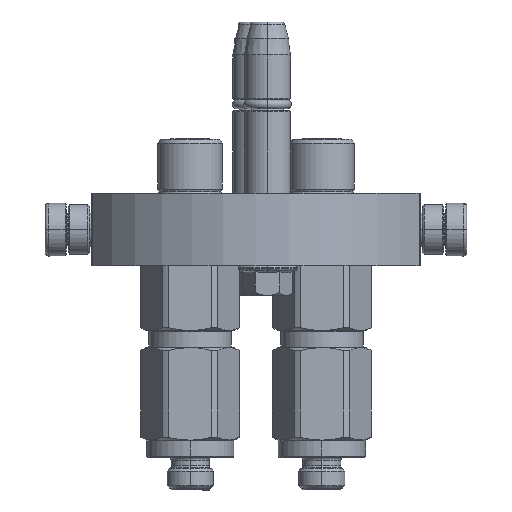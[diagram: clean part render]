
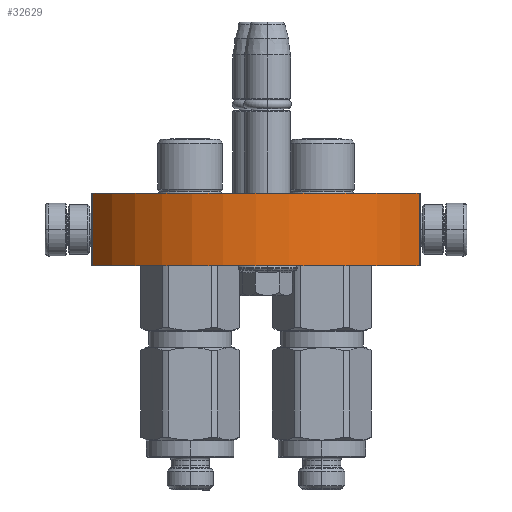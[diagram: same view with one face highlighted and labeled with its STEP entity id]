
A CAD part, left-side view. The second image highlights one B-rep face of the part: STEP entity #32629.
In plain terms, the highlighted cylindrical face has radius 57.25 mm (diameter 114.5 mm), a partial arc.
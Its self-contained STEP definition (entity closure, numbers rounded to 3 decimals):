
#37 = AXIS2_PLACEMENT_3D ( 'NONE', #23137, #206, #23000 ) ;
#206 = DIRECTION ( 'NONE',  ( 0., 0., 1. ) ) ;
#350 = CYLINDRICAL_SURFACE ( 'NONE', #12378, 57.25 ) ;
#1887 = CARTESIAN_POINT ( 'NONE',  ( -49.5, 28.763, 0. ) ) ;
#2042 = EDGE_CURVE ( 'NONE', #19091, #31072, #8164, .T. ) ;
#3101 = CARTESIAN_POINT ( 'NONE',  ( 49.5, 28.763, 0. ) ) ;
#3351 = EDGE_CURVE ( 'NONE', #26107, #31072, #22882, .T. ) ;
#6406 = CARTESIAN_POINT ( 'NONE',  ( 49.5, 28.763, 0. ) ) ;
#8164 = LINE ( 'NONE', #15835, #12303 ) ;
#8514 = ORIENTED_EDGE ( 'NONE', *, *, #3351, .F. ) ;
#10588 = ORIENTED_EDGE ( 'NONE', *, *, #25283, .F. ) ;
#11742 = ORIENTED_EDGE ( 'NONE', *, *, #34959, .T. ) ;
#12303 = VECTOR ( 'NONE', #38614, 1000. ) ;
#12378 = AXIS2_PLACEMENT_3D ( 'NONE', #18856, #22118, #35605 ) ;
#15095 = EDGE_LOOP ( 'NONE', ( #11742, #26956, #8514, #10588 ) ) ;
#15389 = VERTEX_POINT ( 'NONE', #3101 ) ;
#15835 = CARTESIAN_POINT ( 'NONE',  ( -49.5, 28.763, 0. ) ) ;
#16321 = DIRECTION ( 'NONE',  ( 0., 0., 1. ) ) ;
#18856 = CARTESIAN_POINT ( 'NONE',  ( 0., 0., 0. ) ) ;
#19091 = VERTEX_POINT ( 'NONE', #1887 ) ;
#19630 = DIRECTION ( 'NONE',  ( 0., 0., 1. ) ) ;
#20730 = AXIS2_PLACEMENT_3D ( 'NONE', #22725, #16321, #29129 ) ;
#22118 = DIRECTION ( 'NONE',  ( 0., 0., -1. ) ) ;
#22725 = CARTESIAN_POINT ( 'NONE',  ( 0., 0., 0. ) ) ;
#22882 = CIRCLE ( 'NONE', #37, 57.25 ) ;
#23000 = DIRECTION ( 'NONE',  ( 0.865, 0.502, 0. ) ) ;
#23137 = CARTESIAN_POINT ( 'NONE',  ( 0., 0., 22. ) ) ;
#25283 = EDGE_CURVE ( 'NONE', #15389, #26107, #34566, .T. ) ;
#26107 = VERTEX_POINT ( 'NONE', #27786 ) ;
#26644 = CARTESIAN_POINT ( 'NONE',  ( -49.5, 28.763, 22. ) ) ;
#26956 = ORIENTED_EDGE ( 'NONE', *, *, #2042, .T. ) ;
#27546 = FACE_OUTER_BOUND ( 'NONE', #15095, .T. ) ;
#27786 = CARTESIAN_POINT ( 'NONE',  ( 49.5, 28.763, 22. ) ) ;
#27839 = CIRCLE ( 'NONE', #20730, 57.25 ) ;
#28972 = VECTOR ( 'NONE', #19630, 1000. ) ;
#29129 = DIRECTION ( 'NONE',  ( 0.865, 0.502, 0. ) ) ;
#31072 = VERTEX_POINT ( 'NONE', #26644 ) ;
#32629 = ADVANCED_FACE ( 'NONE', ( #27546 ), #350, .T. ) ;
#34566 = LINE ( 'NONE', #6406, #28972 ) ;
#34959 = EDGE_CURVE ( 'NONE', #15389, #19091, #27839, .T. ) ;
#35605 = DIRECTION ( 'NONE',  ( 1., 0., 0. ) ) ;
#38614 = DIRECTION ( 'NONE',  ( 0., 0., 1. ) ) ;
